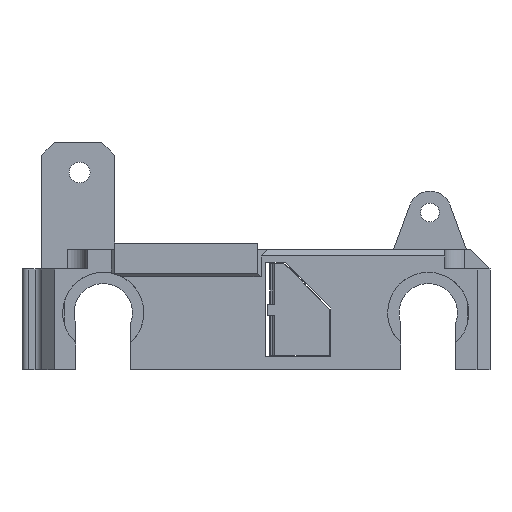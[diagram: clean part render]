
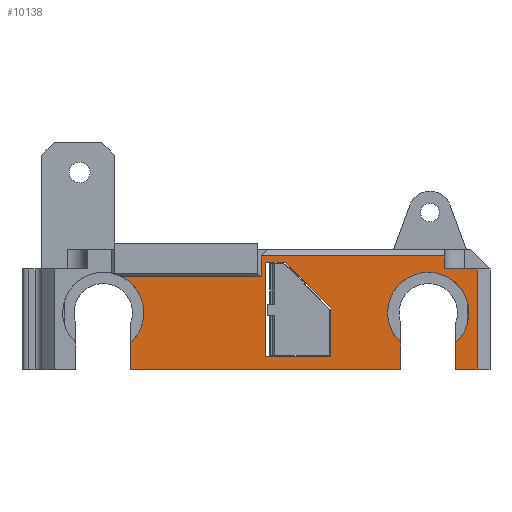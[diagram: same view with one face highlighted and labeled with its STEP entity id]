
A CAD part, left-side view. The second image highlights one B-rep face of the part: STEP entity #10138.
In plain terms, the highlighted planar face has unit normal (-1, 0, 0).
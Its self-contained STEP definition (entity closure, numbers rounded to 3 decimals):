
#73=FACE_BOUND('',#1312,.T.);
#249=PLANE('',#11044);
#745=FACE_OUTER_BOUND('',#1311,.T.);
#1311=EDGE_LOOP('',(#8546,#8547,#8548,#8549,#8550,#8551,#8552,#8553,#8554,
#8555,#8556,#8557,#8558));
#1312=EDGE_LOOP('',(#8559,#8560,#8561,#8562,#8563));
#1901=CIRCLE('',#11045,6.25);
#1902=CIRCLE('',#11046,6.25);
#2391=LINE('',#15799,#3446);
#2629=LINE('',#16385,#3684);
#2632=LINE('',#16390,#3687);
#2650=LINE('',#16612,#3705);
#2652=LINE('',#16615,#3707);
#2657=LINE('',#16625,#3712);
#2658=LINE('',#16629,#3713);
#2659=LINE('',#16631,#3714);
#2660=LINE('',#16633,#3715);
#2661=LINE('',#16636,#3716);
#2662=LINE('',#16638,#3717);
#2663=LINE('',#16642,#3718);
#2664=LINE('',#16644,#3719);
#2665=LINE('',#16646,#3720);
#2666=LINE('',#16648,#3721);
#2667=LINE('',#16649,#3722);
#3446=VECTOR('',#12842,1.);
#3684=VECTOR('',#13360,10.);
#3687=VECTOR('',#13365,10.);
#3705=VECTOR('',#13393,10.);
#3707=VECTOR('',#13397,10.);
#3712=VECTOR('',#13408,10.);
#3713=VECTOR('',#13411,10.);
#3714=VECTOR('',#13412,10.);
#3715=VECTOR('',#13413,10.);
#3716=VECTOR('',#13416,1.);
#3717=VECTOR('',#13417,1.);
#3718=VECTOR('',#13420,1.);
#3719=VECTOR('',#13421,1.);
#3720=VECTOR('',#13422,1.);
#3721=VECTOR('',#13423,1.);
#3722=VECTOR('',#13424,1.);
#4608=VERTEX_POINT('',#15796);
#4609=VERTEX_POINT('',#15798);
#4816=VERTEX_POINT('',#16382);
#4817=VERTEX_POINT('',#16384);
#4818=VERTEX_POINT('',#16388);
#4835=VERTEX_POINT('',#16609);
#4836=VERTEX_POINT('',#16611);
#4839=VERTEX_POINT('',#16627);
#4840=VERTEX_POINT('',#16628);
#4841=VERTEX_POINT('',#16630);
#4842=VERTEX_POINT('',#16632);
#4843=VERTEX_POINT('',#16634);
#4844=VERTEX_POINT('',#16637);
#4845=VERTEX_POINT('',#16639);
#4846=VERTEX_POINT('',#16641);
#4847=VERTEX_POINT('',#16643);
#4848=VERTEX_POINT('',#16645);
#4849=VERTEX_POINT('',#16647);
#5825=EDGE_CURVE('',#4609,#4608,#2391,.T.);
#6121=EDGE_CURVE('',#4817,#4816,#2629,.T.);
#6124=EDGE_CURVE('',#4816,#4818,#2632,.T.);
#6150=EDGE_CURVE('',#4835,#4836,#2650,.T.);
#6152=EDGE_CURVE('',#4835,#4817,#2652,.T.);
#6157=EDGE_CURVE('',#4818,#4836,#2657,.T.);
#6158=EDGE_CURVE('',#4839,#4840,#2658,.T.);
#6159=EDGE_CURVE('',#4841,#4839,#2659,.T.);
#6160=EDGE_CURVE('',#4841,#4842,#2660,.T.);
#6161=EDGE_CURVE('',#4842,#4843,#1901,.T.);
#6162=EDGE_CURVE('',#4843,#4609,#2661,.F.);
#6163=EDGE_CURVE('',#4608,#4844,#2662,.F.);
#6164=EDGE_CURVE('',#4844,#4845,#1902,.T.);
#6165=EDGE_CURVE('',#4845,#4846,#2663,.F.);
#6166=EDGE_CURVE('',#4846,#4847,#2664,.T.);
#6167=EDGE_CURVE('',#4847,#4848,#2665,.T.);
#6168=EDGE_CURVE('',#4848,#4849,#2666,.T.);
#6169=EDGE_CURVE('',#4849,#4840,#2667,.F.);
#8546=ORIENTED_EDGE('',*,*,#6158,.F.);
#8547=ORIENTED_EDGE('',*,*,#6159,.F.);
#8548=ORIENTED_EDGE('',*,*,#6160,.T.);
#8549=ORIENTED_EDGE('',*,*,#6161,.T.);
#8550=ORIENTED_EDGE('',*,*,#6162,.T.);
#8551=ORIENTED_EDGE('',*,*,#5825,.T.);
#8552=ORIENTED_EDGE('',*,*,#6163,.T.);
#8553=ORIENTED_EDGE('',*,*,#6164,.T.);
#8554=ORIENTED_EDGE('',*,*,#6165,.T.);
#8555=ORIENTED_EDGE('',*,*,#6166,.T.);
#8556=ORIENTED_EDGE('',*,*,#6167,.T.);
#8557=ORIENTED_EDGE('',*,*,#6168,.T.);
#8558=ORIENTED_EDGE('',*,*,#6169,.T.);
#8559=ORIENTED_EDGE('',*,*,#6124,.T.);
#8560=ORIENTED_EDGE('',*,*,#6157,.T.);
#8561=ORIENTED_EDGE('',*,*,#6150,.F.);
#8562=ORIENTED_EDGE('',*,*,#6152,.T.);
#8563=ORIENTED_EDGE('',*,*,#6121,.T.);
#10138=ADVANCED_FACE('',(#745,#73),#249,.T.);
#11044=AXIS2_PLACEMENT_3D('',#16626,#13409,#13410);
#11045=AXIS2_PLACEMENT_3D('',#16635,#13414,#13415);
#11046=AXIS2_PLACEMENT_3D('',#16640,#13418,#13419);
#12842=DIRECTION('',(0.,-1.,0.));
#13360=DIRECTION('',(0.,1.,0.));
#13365=DIRECTION('',(0.,0.,1.));
#13393=DIRECTION('',(0.,0.707,0.707));
#13397=DIRECTION('',(0.,0.,-1.));
#13408=DIRECTION('',(0.,-1.,0.));
#13409=DIRECTION('center_axis',(-1.,0.,0.));
#13410=DIRECTION('ref_axis',(0.,-1.,0.));
#13411=DIRECTION('',(0.,-1.,0.));
#13412=DIRECTION('',(0.,0.,1.));
#13413=DIRECTION('',(0.,1.,0.));
#13414=DIRECTION('center_axis',(1.,0.,0.));
#13415=DIRECTION('ref_axis',(0.,0.,-1.));
#13416=DIRECTION('',(0.,0.,1.));
#13417=DIRECTION('',(0.,0.,-1.));
#13418=DIRECTION('center_axis',(1.,0.,0.));
#13419=DIRECTION('ref_axis',(0.,0.,-1.));
#13420=DIRECTION('',(0.,0.,1.));
#13421=DIRECTION('',(0.,-1.,0.));
#13422=DIRECTION('',(0.,0.,1.));
#13423=DIRECTION('',(0.,1.,0.));
#13424=DIRECTION('',(0.,0.,-1.));
#15796=CARTESIAN_POINT('',(-30.,-24.83,-15.719));
#15798=CARTESIAN_POINT('',(-30.,16.77,-15.719));
#15799=CARTESIAN_POINT('',(-30.,16.77,-15.719));
#16382=CARTESIAN_POINT('',(-30.,-4.03,-13.719));
#16384=CARTESIAN_POINT('',(-30.,-14.03,-13.719));
#16385=CARTESIAN_POINT('',(-30.,8.22,-13.719));
#16388=CARTESIAN_POINT('',(-30.,-4.03,0.781));
#16390=CARTESIAN_POINT('',(-30.,-4.03,-14.719));
#16609=CARTESIAN_POINT('',(-30.,-14.03,-6.219));
#16611=CARTESIAN_POINT('',(-30.,-7.03,0.781));
#16612=CARTESIAN_POINT('',(-30.,-3.53,4.281));
#16615=CARTESIAN_POINT('',(-30.,-14.03,-7.469));
#16625=CARTESIAN_POINT('',(-30.,13.22,0.781));
#16626=CARTESIAN_POINT('Origin',(-30.,30.47,-15.719));
#16627=CARTESIAN_POINT('',(-30.,-3.307,1.781));
#16628=CARTESIAN_POINT('',(-30.,-31.53,1.781));
#16629=CARTESIAN_POINT('',(-30.,15.235,1.781));
#16630=CARTESIAN_POINT('',(-30.,-3.307,-1.433));
#16631=CARTESIAN_POINT('',(-30.,-3.307,-7.523));
#16632=CARTESIAN_POINT('',(-30.,18.069,-1.433));
#16633=CARTESIAN_POINT('',(-30.,24.84,-1.433));
#16634=CARTESIAN_POINT('',(-30.,16.77,-11.598));
#16635=CARTESIAN_POINT('Origin',(-30.,20.97,-6.969));
#16636=CARTESIAN_POINT('',(-30.,16.77,-15.719));
#16637=CARTESIAN_POINT('',(-30.,-24.83,-11.598));
#16638=CARTESIAN_POINT('',(-30.,-24.83,-8.585));
#16639=CARTESIAN_POINT('',(-30.,-33.23,-11.598));
#16640=CARTESIAN_POINT('Origin',(-30.,-29.03,-6.969));
#16641=CARTESIAN_POINT('',(-30.,-33.23,-15.719));
#16642=CARTESIAN_POINT('',(-30.,-33.23,-15.719));
#16643=CARTESIAN_POINT('',(-30.,-36.53,-15.719));
#16644=CARTESIAN_POINT('',(-30.,-33.23,-15.719));
#16645=CARTESIAN_POINT('',(-30.,-36.53,-0.219));
#16646=CARTESIAN_POINT('',(-30.,-36.53,-15.719));
#16647=CARTESIAN_POINT('',(-30.,-31.53,-0.219));
#16648=CARTESIAN_POINT('',(-30.,-36.53,-0.219));
#16649=CARTESIAN_POINT('',(-30.,-31.53,2.781));
